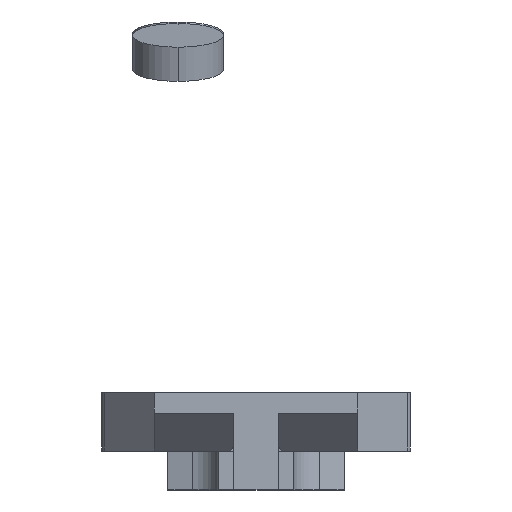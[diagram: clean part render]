
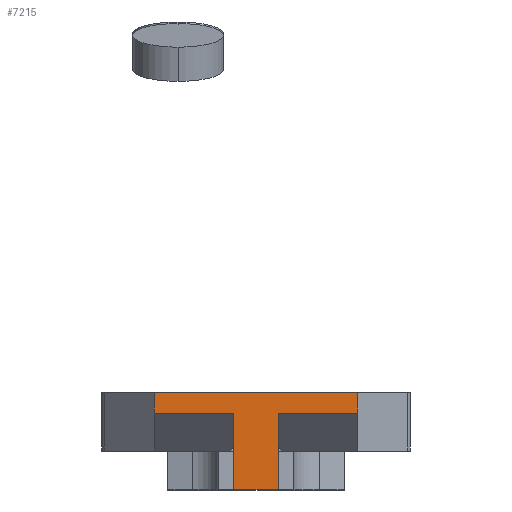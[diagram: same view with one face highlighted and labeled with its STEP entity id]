
A CAD part, front view. The second image highlights one B-rep face of the part: STEP entity #7215.
In plain terms, the highlighted face is planar.
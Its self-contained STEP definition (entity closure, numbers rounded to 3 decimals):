
#5946=DIRECTION('',(-1.,0.,0.));
#5947=VECTOR('',#5946,11.5);
#5948=CARTESIAN_POINT('',(5.823,14.343,0.));
#5949=LINE('',#5948,#5947);
#6269=DIRECTION('',(1.,0.,0.));
#6270=VECTOR('',#6269,4.5);
#6271=CARTESIAN_POINT('',(-5.677,14.343,1.161));
#6272=LINE('',#6271,#6270);
#6282=DIRECTION('',(-1.,0.,0.));
#6283=VECTOR('',#6282,2.5);
#6284=CARTESIAN_POINT('',(1.323,14.343,5.5));
#6285=LINE('',#6284,#6283);
#6286=DIRECTION('',(0.,0.,1.));
#6287=VECTOR('',#6286,1.161);
#6288=CARTESIAN_POINT('',(5.823,14.343,0.));
#6289=LINE('',#6288,#6287);
#6290=DIRECTION('',(-1.,0.,0.));
#6291=VECTOR('',#6290,4.5);
#6292=CARTESIAN_POINT('',(5.823,14.343,1.161));
#6293=LINE('',#6292,#6291);
#6294=DIRECTION('',(0.,0.,-1.));
#6295=VECTOR('',#6294,4.339);
#6296=CARTESIAN_POINT('',(1.323,14.343,5.5));
#6297=LINE('',#6296,#6295);
#6460=DIRECTION('',(0.,0.,1.));
#6461=VECTOR('',#6460,4.339);
#6462=CARTESIAN_POINT('',(-1.177,14.343,1.161));
#6463=LINE('',#6462,#6461);
#6505=DIRECTION('',(0.,0.,1.));
#6506=VECTOR('',#6505,1.161);
#6507=CARTESIAN_POINT('',(-5.677,14.343,0.));
#6508=LINE('',#6507,#6506);
#6565=CARTESIAN_POINT('',(5.823,14.343,0.));
#6566=VERTEX_POINT('',#6565);
#6567=CARTESIAN_POINT('',(-5.677,14.343,0.));
#6568=VERTEX_POINT('',#6567);
#6701=CARTESIAN_POINT('',(-5.677,14.343,1.161));
#6702=CARTESIAN_POINT('',(-1.177,14.343,1.161));
#6703=VERTEX_POINT('',#6701);
#6704=VERTEX_POINT('',#6702);
#6707=CARTESIAN_POINT('',(1.323,14.343,5.5));
#6708=CARTESIAN_POINT('',(1.323,14.343,1.161));
#6709=VERTEX_POINT('',#6707);
#6710=VERTEX_POINT('',#6708);
#6711=CARTESIAN_POINT('',(-1.177,14.343,5.5));
#6712=VERTEX_POINT('',#6711);
#6713=CARTESIAN_POINT('',(5.823,14.343,1.161));
#6714=VERTEX_POINT('',#6713);
#7194=CARTESIAN_POINT('',(5.823,14.343,0.));
#7195=DIRECTION('',(0.,1.,0.));
#7196=DIRECTION('',(-1.,0.,0.));
#7197=AXIS2_PLACEMENT_3D('',#7194,#7195,#7196);
#7198=PLANE('',#7197);
#7200=ORIENTED_EDGE('',*,*,#7199,.F.);
#7202=ORIENTED_EDGE('',*,*,#7201,.T.);
#7204=ORIENTED_EDGE('',*,*,#7203,.F.);
#7205=ORIENTED_EDGE('',*,*,#7182,.F.);
#7207=ORIENTED_EDGE('',*,*,#7206,.F.);
#7208=ORIENTED_EDGE('',*,*,#6782,.F.);
#7210=ORIENTED_EDGE('',*,*,#7209,.T.);
#7212=ORIENTED_EDGE('',*,*,#7211,.T.);
#7213=EDGE_LOOP('',(#7200,#7202,#7204,#7205,#7207,#7208,#7210,#7212));
#7214=FACE_OUTER_BOUND('',#7213,.F.);
#7215=ADVANCED_FACE('',(#7214),#7198,.T.);
#6782=EDGE_CURVE('',#6566,#6568,#5949,.T.);
#7182=EDGE_CURVE('',#6703,#6704,#6272,.T.);
#7199=EDGE_CURVE('',#6709,#6710,#6297,.T.);
#7201=EDGE_CURVE('',#6709,#6712,#6285,.T.);
#7203=EDGE_CURVE('',#6704,#6712,#6463,.T.);
#7206=EDGE_CURVE('',#6568,#6703,#6508,.T.);
#7209=EDGE_CURVE('',#6566,#6714,#6289,.T.);
#7211=EDGE_CURVE('',#6714,#6710,#6293,.T.);
